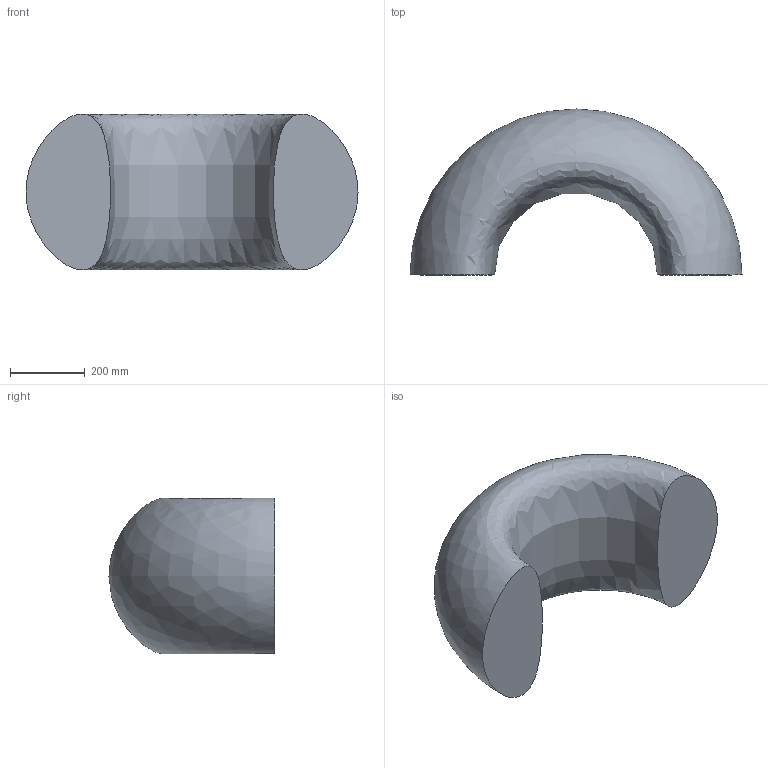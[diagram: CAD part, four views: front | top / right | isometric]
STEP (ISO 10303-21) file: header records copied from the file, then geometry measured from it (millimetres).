
FILE_DESCRIPTION(('Open CASCADE Model'),'2;1');
FILE_NAME('Open CASCADE Shape Model','2022-08-05T16:47:23',('Author'),( 'Open CASCADE'),'Open CASCADE STEP processor 7.5','Open CASCADE 7.5' ,'Unknown');
FILE_SCHEMA(('AUTOMOTIVE_DESIGN { 1 0 10303 214 1 1 1 1 }'));
Length unit declared in the file: millimetre
Products named in the file (5): CQ assembly; plasma; plasma_part; e590afd8-14d5-11ed-9396-b07b251d16fc; e590afd8-14d5-11ed-9396-b07b251d16fc_part
Assembly tree (4 placements, depth 4):
  CQ assembly
    plasma
      plasma_part
      e590afd8-14d5-11ed-9396-b07b251d16fc
        e590afd8-14d5-11ed-9396-b07b251d16fc_part
Bounding box: 886 x 443 x 415.84 mm (x, y, z)
Volume: 72786803.5 mm3; surface area: 1180008 mm2
Topology: 1 solids, 1 shells, 3 faces, 3 edges, 2 vertices
Faces by surface type: plane 2, revolution 1
Entity records: 5191 total; most frequent: CARTESIAN_POINT 5030, DIRECTION 21, PRODUCT_DEFINITION_SHAPE 9, AXIS2_PLACEMENT_3D 8, ORIENTED_EDGE 6, PCURVE 6, DEFINITIONAL_REPRESENTATION 6, SHAPE_DEFINITION_REPRESENTATION 5
